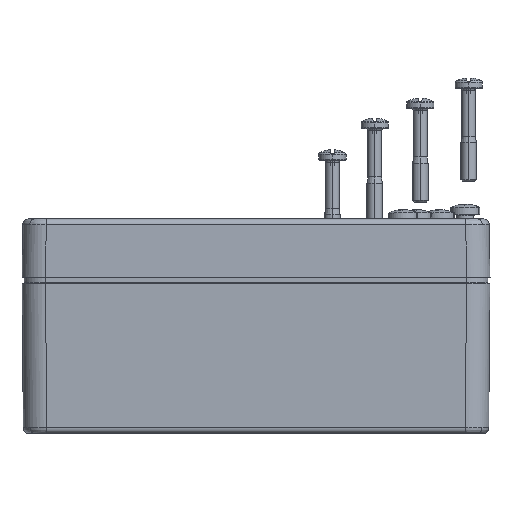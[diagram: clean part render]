
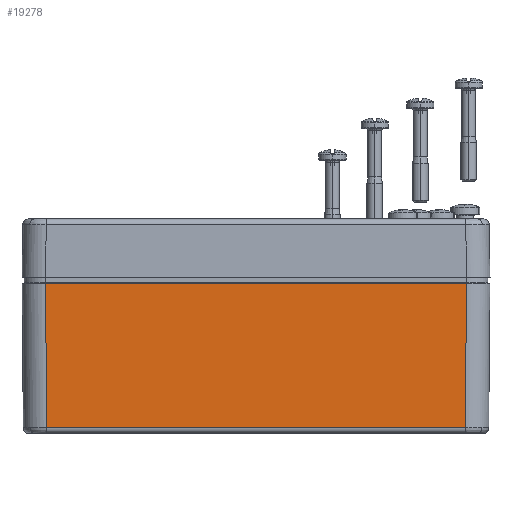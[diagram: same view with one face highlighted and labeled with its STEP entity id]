
A CAD part, top view. The second image highlights one B-rep face of the part: STEP entity #19278.
In plain terms, the highlighted planar face has unit normal (0, -0.008, 1).
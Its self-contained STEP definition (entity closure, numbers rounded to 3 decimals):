
#10953 = CARTESIAN_POINT ( 'NONE',  ( -53.665, -40.013, 39.665 ) ) ;
#11212 = CARTESIAN_POINT ( 'NONE',  ( 53.665, -40.013, 39.665 ) ) ;
#15109 = CARTESIAN_POINT ( 'NONE',  ( 53.975, -3., 39.975 ) ) ;
#15110 = DIRECTION ( 'NONE',  ( -1., 0., 0. ) ) ;
#15111 = VECTOR ( 'NONE', #15110, 1000. ) ;
#15112 = CARTESIAN_POINT ( 'NONE',  ( -60., -3., 39.975 ) ) ;
#15113 = LINE ( 'NONE', #15112, #15111 ) ;
#15136 = CARTESIAN_POINT ( 'NONE',  ( -53.975, -3., 39.975 ) ) ;
#15635 = DIRECTION ( 'NONE',  ( 0.008, 1., 0.008 ) ) ;
#15637 = VECTOR ( 'NONE', #15635, 1000. ) ;
#15639 = CARTESIAN_POINT ( 'NONE',  ( 53.992, -0.955, 39.992 ) ) ;
#15652 = LINE ( 'NONE', #15639, #15637 ) ;
#15767 = DIRECTION ( 'NONE',  ( 1., 0., 0. ) ) ;
#15768 = VECTOR ( 'NONE', #15767, 1000. ) ;
#15770 = CARTESIAN_POINT ( 'NONE',  ( -60., -40.013, 39.665 ) ) ;
#15771 = LINE ( 'NONE', #15770, #15768 ) ;
#15849 = DIRECTION ( 'NONE',  ( 0.008, -1., -0.008 ) ) ;
#15850 = VECTOR ( 'NONE', #15849, 1000. ) ;
#15852 = CARTESIAN_POINT ( 'NONE',  ( -54.001, 0.05, 40. ) ) ;
#15854 = LINE ( 'NONE', #15852, #15850 ) ;
#15865 = AXIS2_PLACEMENT_3D ( 'NONE', #16002, #16000, #15998 ) ;
#15867 = PLANE ( 'NONE',  #15865 ) ;
#15868 = FACE_OUTER_BOUND ( 'NONE', #19141, .T. ) ;
#15998 = DIRECTION ( 'NONE',  ( 0., -1., -0.008 ) ) ;
#16000 = DIRECTION ( 'NONE',  ( 0., -0.008, 1. ) ) ;
#16002 = CARTESIAN_POINT ( 'NONE',  ( -60., 0., 40. ) ) ;
#16640 = VERTEX_POINT ( 'NONE', #10953 ) ;
#16788 = VERTEX_POINT ( 'NONE', #11212 ) ;
#18984 = VERTEX_POINT ( 'NONE', #15136 ) ;
#18988 = EDGE_CURVE ( 'NONE', #18991, #18984, #15113, .T. ) ;
#18991 = VERTEX_POINT ( 'NONE', #15109 ) ;
#19141 = EDGE_LOOP ( 'NONE', ( #19142, #19223, #19228, #19235 ) ) ;
#19142 = ORIENTED_EDGE ( 'NONE', *, *, #19143, .T. ) ;
#19143 = EDGE_CURVE ( 'NONE', #16788, #18991, #15652, .T. ) ;
#19192 = EDGE_CURVE ( 'NONE', #16640, #16788, #15771, .T. ) ;
#19223 = ORIENTED_EDGE ( 'NONE', *, *, #18988, .T. ) ;
#19228 = ORIENTED_EDGE ( 'NONE', *, *, #19233, .T. ) ;
#19233 = EDGE_CURVE ( 'NONE', #18984, #16640, #15854, .T. ) ;
#19235 = ORIENTED_EDGE ( 'NONE', *, *, #19192, .T. ) ;
#19278 = ADVANCED_FACE ( 'NONE', ( #15868 ), #15867, .T. ) ;
